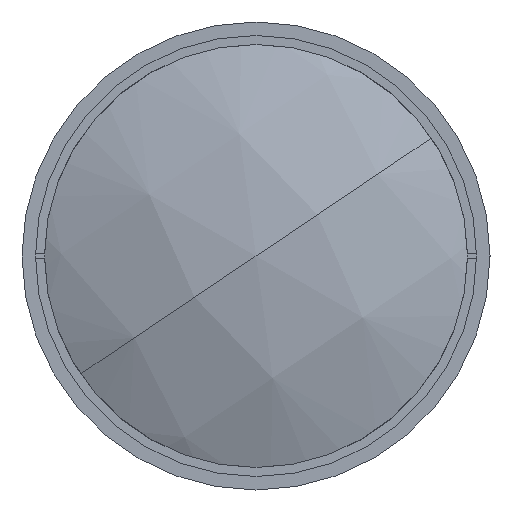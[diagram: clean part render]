
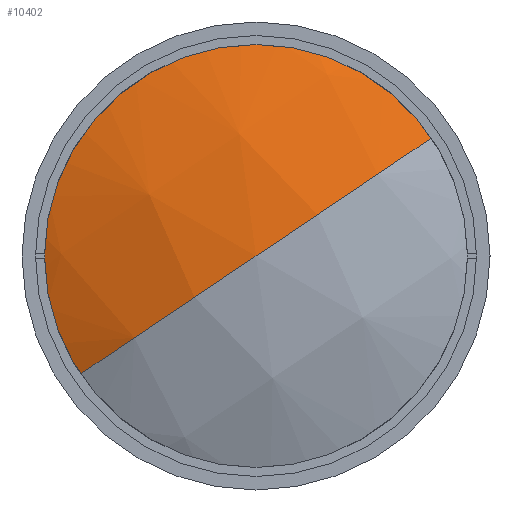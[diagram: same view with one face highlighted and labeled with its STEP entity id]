
A CAD part, left-side view. The second image highlights one B-rep face of the part: STEP entity #10402.
In plain terms, the highlighted spherical face has radius 114.92 mm.
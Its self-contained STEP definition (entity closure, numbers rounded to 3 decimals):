
#252 = DIRECTION ( 'NONE',  ( 0., -0.83, 0.558 ) ) ;
#3590 = CARTESIAN_POINT ( 'NONE',  ( 12.504, 39.828, -26.79 ) ) ;
#3631 = ORIENTED_EDGE ( 'NONE', *, *, #7243, .T. ) ;
#3990 = CARTESIAN_POINT ( 'NONE',  ( 12.504, 0., 0. ) ) ;
#4503 = DIRECTION ( 'NONE',  ( 0., -0.558, -0.83 ) ) ;
#5313 = CIRCLE ( 'NONE', #21089, 114.92 ) ;
#5715 = DIRECTION ( 'NONE',  ( 0., 0.558, 0.83 ) ) ;
#6462 = EDGE_CURVE ( 'NONE', #16395, #7641, #8563, .T. ) ;
#6749 = ORIENTED_EDGE ( 'NONE', *, *, #6462, .F. ) ;
#7237 = CARTESIAN_POINT ( 'NONE',  ( 12.504, -39.828, 26.79 ) ) ;
#7243 = EDGE_CURVE ( 'NONE', #16395, #10734, #20005, .T. ) ;
#7271 = AXIS2_PLACEMENT_3D ( 'NONE', #14894, #4503, #16656 ) ;
#7641 = VERTEX_POINT ( 'NONE', #15946 ) ;
#8563 = CIRCLE ( 'NONE', #7271, 114.92 ) ;
#10402 = ADVANCED_FACE ( 'NONE', ( #11134 ), #16809, .T. ) ;
#10727 = DIRECTION ( 'NONE',  ( 0., 0.558, 0.83 ) ) ;
#10734 = VERTEX_POINT ( 'NONE', #3590 ) ;
#11134 = FACE_OUTER_BOUND ( 'NONE', #15135, .T. ) ;
#14894 = CARTESIAN_POINT ( 'NONE',  ( 116.92, 0., 0. ) ) ;
#15135 = EDGE_LOOP ( 'NONE', ( #3631, #20867, #6749 ) ) ;
#15946 = CARTESIAN_POINT ( 'NONE',  ( 2., 0., 0. ) ) ;
#16120 = DIRECTION ( 'NONE',  ( -1., 0., 0. ) ) ;
#16395 = VERTEX_POINT ( 'NONE', #7237 ) ;
#16473 = AXIS2_PLACEMENT_3D ( 'NONE', #3990, #16120, #5715 ) ;
#16656 = DIRECTION ( 'NONE',  ( 0., 0.83, -0.558 ) ) ;
#16809 = SPHERICAL_SURFACE ( 'NONE', #21979, 114.92 ) ;
#16877 = EDGE_CURVE ( 'NONE', #10734, #7641, #5313, .T. ) ;
#17363 = DIRECTION ( 'NONE',  ( 0., 0.558, 0.83 ) ) ;
#19129 = CARTESIAN_POINT ( 'NONE',  ( 116.92, 0., 0. ) ) ;
#20005 = CIRCLE ( 'NONE', #16473, 48. ) ;
#20867 = ORIENTED_EDGE ( 'NONE', *, *, #16877, .T. ) ;
#20886 = DIRECTION ( 'NONE',  ( 0., -0.83, 0.558 ) ) ;
#21089 = AXIS2_PLACEMENT_3D ( 'NONE', #21134, #10727, #252 ) ;
#21134 = CARTESIAN_POINT ( 'NONE',  ( 116.92, 0., 0. ) ) ;
#21979 = AXIS2_PLACEMENT_3D ( 'NONE', #19129, #17363, #20886 ) ;
